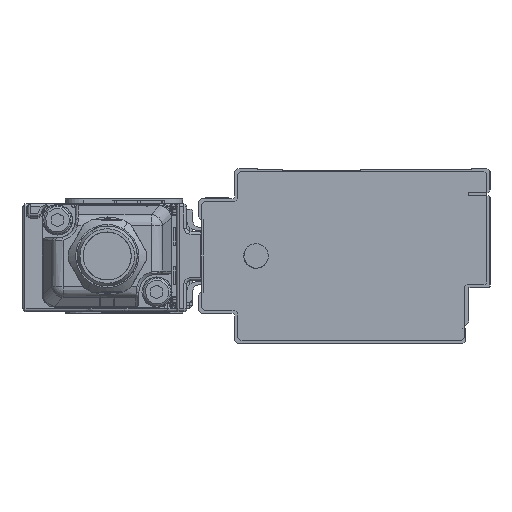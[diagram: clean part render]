
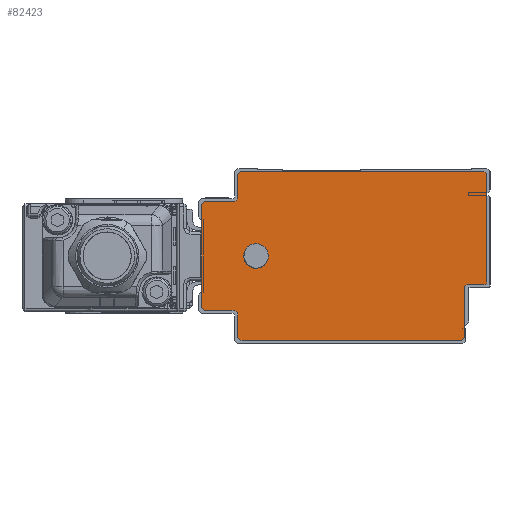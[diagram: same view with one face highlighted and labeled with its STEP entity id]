
A CAD part, left-side view. The second image highlights one B-rep face of the part: STEP entity #82423.
In plain terms, the highlighted planar face has unit normal (-1, 0, 0).
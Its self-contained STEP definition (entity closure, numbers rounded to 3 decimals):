
#80367=AXIS2_PLACEMENT_3D('Circle Axis2P3D',#80365,#80366,$) ;
#80405=AXIS2_PLACEMENT_3D('Circle Axis2P3D',#80403,#80404,$) ;
#80443=AXIS2_PLACEMENT_3D('Circle Axis2P3D',#80441,#80442,$) ;
#80481=AXIS2_PLACEMENT_3D('Circle Axis2P3D',#80479,#80480,$) ;
#82306=AXIS2_PLACEMENT_3D('Plane Axis2P3D',#82303,#82304,#82305) ;
#82310=AXIS2_PLACEMENT_3D('Circle Axis2P3D',#82308,#82309,$) ;
#82324=AXIS2_PLACEMENT_3D('Circle Axis2P3D',#82322,#82323,$) ;
#82338=AXIS2_PLACEMENT_3D('Circle Axis2P3D',#82336,#82337,$) ;
#82352=AXIS2_PLACEMENT_3D('Circle Axis2P3D',#82350,#82351,$) ;
#82366=AXIS2_PLACEMENT_3D('Circle Axis2P3D',#82364,#82365,$) ;
#82380=AXIS2_PLACEMENT_3D('Circle Axis2P3D',#82378,#82379,$) ;
#82407=AXIS2_PLACEMENT_3D('Circle Axis2P3D',#82405,#82406,$) ;
#82416=AXIS2_PLACEMENT_3D('Circle Axis2P3D',#82414,#82415,$) ;
#80323=CARTESIAN_POINT('Line Origine',(-1775.5,44.,14.5)) ;
#80327=CARTESIAN_POINT('Vertex',(-1775.5,44.,6.)) ;
#80329=CARTESIAN_POINT('Vertex',(-1775.5,44.,23.)) ;
#80365=CARTESIAN_POINT('Axis2P3D Location',(-1775.5,43.5,23.)) ;
#80369=CARTESIAN_POINT('Vertex',(-1775.5,43.5,23.5)) ;
#80384=CARTESIAN_POINT('Line Origine',(-1775.5,41.25,23.5)) ;
#80388=CARTESIAN_POINT('Vertex',(-1775.5,39.,23.5)) ;
#80403=CARTESIAN_POINT('Axis2P3D Location',(-1775.5,39.,24.5)) ;
#80407=CARTESIAN_POINT('Vertex',(-1775.5,38.,24.5)) ;
#80422=CARTESIAN_POINT('Line Origine',(-1775.5,38.,26.25)) ;
#80426=CARTESIAN_POINT('Vertex',(-1775.5,38.,28.)) ;
#80441=CARTESIAN_POINT('Axis2P3D Location',(-1775.5,37.5,28.)) ;
#80445=CARTESIAN_POINT('Vertex',(-1775.5,37.5,28.5)) ;
#80460=CARTESIAN_POINT('Line Origine',(-1775.5,17.25,28.5)) ;
#80464=CARTESIAN_POINT('Vertex',(-1775.5,-3.,28.5)) ;
#80479=CARTESIAN_POINT('Axis2P3D Location',(-1775.5,-3.,28.)) ;
#80483=CARTESIAN_POINT('Vertex',(-1775.5,-3.5,28.)) ;
#80498=CARTESIAN_POINT('Line Origine',(-1775.5,-3.5,19.1)) ;
#80502=CARTESIAN_POINT('Vertex',(-1775.5,-3.5,10.2)) ;
#82303=CARTESIAN_POINT('Axis2P3D Location',(-1775.5,0.,0.)) ;
#82308=CARTESIAN_POINT('Axis2P3D Location',(-1775.5,43.5,6.)) ;
#82312=CARTESIAN_POINT('Vertex',(-1775.5,43.5,5.5)) ;
#82315=CARTESIAN_POINT('Line Origine',(-1775.5,41.25,5.5)) ;
#82319=CARTESIAN_POINT('Vertex',(-1775.5,39.,5.5)) ;
#82322=CARTESIAN_POINT('Axis2P3D Location',(-1775.5,39.,4.5)) ;
#82326=CARTESIAN_POINT('Vertex',(-1775.5,38.,4.5)) ;
#82329=CARTESIAN_POINT('Line Origine',(-1775.5,38.,2.75)) ;
#82333=CARTESIAN_POINT('Vertex',(-1775.5,38.,1.)) ;
#82336=CARTESIAN_POINT('Axis2P3D Location',(-1775.5,37.5,1.)) ;
#82340=CARTESIAN_POINT('Vertex',(-1775.5,37.5,0.5)) ;
#82343=CARTESIAN_POINT('Line Origine',(-1775.5,19.15,0.5)) ;
#82347=CARTESIAN_POINT('Vertex',(-1775.5,0.8,0.5)) ;
#82350=CARTESIAN_POINT('Axis2P3D Location',(-1775.5,0.8,1.)) ;
#82354=CARTESIAN_POINT('Vertex',(-1775.5,0.3,1.)) ;
#82357=CARTESIAN_POINT('Line Origine',(-1775.5,0.3,5.1)) ;
#82361=CARTESIAN_POINT('Vertex',(-1775.5,0.3,9.2)) ;
#82364=CARTESIAN_POINT('Axis2P3D Location',(-1775.5,-0.2,9.2)) ;
#82368=CARTESIAN_POINT('Vertex',(-1775.5,-0.2,9.7)) ;
#82371=CARTESIAN_POINT('Line Origine',(-1775.5,-1.6,9.7)) ;
#82375=CARTESIAN_POINT('Vertex',(-1775.5,-3.,9.7)) ;
#82378=CARTESIAN_POINT('Axis2P3D Location',(-1775.5,-3.,10.2)) ;
#82405=CARTESIAN_POINT('Axis2P3D Location',(-1775.5,35.,14.5)) ;
#82409=CARTESIAN_POINT('Vertex',(-1775.5,33.186,13.509)) ;
#82411=CARTESIAN_POINT('Vertex',(-1775.5,36.814,15.491)) ;
#82414=CARTESIAN_POINT('Axis2P3D Location',(-1775.5,35.,14.5)) ;
#80324=DIRECTION('Vector Direction',(0.,0.,1.)) ;
#80366=DIRECTION('Axis2P3D Direction',(1.,0.,0.)) ;
#80385=DIRECTION('Vector Direction',(0.,1.,0.)) ;
#80404=DIRECTION('Axis2P3D Direction',(1.,0.,0.)) ;
#80423=DIRECTION('Vector Direction',(0.,0.,1.)) ;
#80442=DIRECTION('Axis2P3D Direction',(1.,0.,0.)) ;
#80461=DIRECTION('Vector Direction',(0.,1.,0.)) ;
#80480=DIRECTION('Axis2P3D Direction',(1.,0.,-0.)) ;
#80499=DIRECTION('Vector Direction',(0.,0.,-1.)) ;
#82304=DIRECTION('Axis2P3D Direction',(1.,0.,0.)) ;
#82305=DIRECTION('Axis2P3D XDirection',(0.,1.,0.)) ;
#82309=DIRECTION('Axis2P3D Direction',(1.,0.,0.)) ;
#82316=DIRECTION('Vector Direction',(0.,-1.,0.)) ;
#82323=DIRECTION('Axis2P3D Direction',(1.,0.,0.)) ;
#82330=DIRECTION('Vector Direction',(0.,0.,1.)) ;
#82337=DIRECTION('Axis2P3D Direction',(1.,0.,0.)) ;
#82344=DIRECTION('Vector Direction',(0.,-1.,0.)) ;
#82351=DIRECTION('Axis2P3D Direction',(1.,0.,0.)) ;
#82358=DIRECTION('Vector Direction',(0.,0.,-1.)) ;
#82365=DIRECTION('Axis2P3D Direction',(1.,0.,0.)) ;
#82372=DIRECTION('Vector Direction',(0.,1.,0.)) ;
#82379=DIRECTION('Axis2P3D Direction',(1.,0.,0.)) ;
#82406=DIRECTION('Axis2P3D Direction',(1.,0.,0.)) ;
#82415=DIRECTION('Axis2P3D Direction',(1.,0.,0.)) ;
#80325=VECTOR('Line Direction',#80324,1.) ;
#80386=VECTOR('Line Direction',#80385,1.) ;
#80424=VECTOR('Line Direction',#80423,1.) ;
#80462=VECTOR('Line Direction',#80461,1.) ;
#80500=VECTOR('Line Direction',#80499,1.) ;
#82317=VECTOR('Line Direction',#82316,1.) ;
#82331=VECTOR('Line Direction',#82330,1.) ;
#82345=VECTOR('Line Direction',#82344,1.) ;
#82359=VECTOR('Line Direction',#82358,1.) ;
#82373=VECTOR('Line Direction',#82372,1.) ;
#82384=ORIENTED_EDGE('',*,*,#80466,.F.) ;
#82385=ORIENTED_EDGE('',*,*,#80447,.F.) ;
#82386=ORIENTED_EDGE('',*,*,#80428,.F.) ;
#82387=ORIENTED_EDGE('',*,*,#80409,.F.) ;
#82388=ORIENTED_EDGE('',*,*,#80390,.F.) ;
#82389=ORIENTED_EDGE('',*,*,#80371,.F.) ;
#82390=ORIENTED_EDGE('',*,*,#80331,.F.) ;
#82391=ORIENTED_EDGE('',*,*,#82314,.F.) ;
#82392=ORIENTED_EDGE('',*,*,#82321,.F.) ;
#82393=ORIENTED_EDGE('',*,*,#82328,.F.) ;
#82394=ORIENTED_EDGE('',*,*,#82335,.F.) ;
#82395=ORIENTED_EDGE('',*,*,#82342,.F.) ;
#82396=ORIENTED_EDGE('',*,*,#82349,.F.) ;
#82397=ORIENTED_EDGE('',*,*,#82356,.F.) ;
#82398=ORIENTED_EDGE('',*,*,#82363,.F.) ;
#82399=ORIENTED_EDGE('',*,*,#82370,.F.) ;
#82400=ORIENTED_EDGE('',*,*,#82377,.F.) ;
#82401=ORIENTED_EDGE('',*,*,#82382,.F.) ;
#82402=ORIENTED_EDGE('',*,*,#80504,.F.) ;
#82403=ORIENTED_EDGE('',*,*,#80485,.F.) ;
#82420=ORIENTED_EDGE('',*,*,#82413,.T.) ;
#82421=ORIENTED_EDGE('',*,*,#82418,.T.) ;
#82422=FACE_BOUND('',#82419,.T.) ;
#82423=ADVANCED_FACE('\X2\FF8EFF9EFF83FF9EFF68FF70\X0\.2',(#82404,#82422),#82307,.F.) ;
#80368=CIRCLE('generated circle',#80367,0.5) ;
#80406=CIRCLE('generated circle',#80405,1.) ;
#80444=CIRCLE('generated circle',#80443,0.5) ;
#80482=CIRCLE('generated circle',#80481,0.5) ;
#82311=CIRCLE('generated circle',#82310,0.5) ;
#82325=CIRCLE('generated circle',#82324,1.) ;
#82339=CIRCLE('generated circle',#82338,0.5) ;
#82353=CIRCLE('generated circle',#82352,0.5) ;
#82367=CIRCLE('generated circle',#82366,0.5) ;
#82381=CIRCLE('generated circle',#82380,0.5) ;
#82408=CIRCLE('generated circle',#82407,2.067) ;
#82417=CIRCLE('generated circle',#82416,2.067) ;
#80331=EDGE_CURVE('',#80328,#80330,#80326,.T.) ;
#80371=EDGE_CURVE('',#80330,#80370,#80368,.T.) ;
#80390=EDGE_CURVE('',#80370,#80389,#80387,.F.) ;
#80409=EDGE_CURVE('',#80389,#80408,#80406,.F.) ;
#80428=EDGE_CURVE('',#80408,#80427,#80425,.T.) ;
#80447=EDGE_CURVE('',#80427,#80446,#80444,.T.) ;
#80466=EDGE_CURVE('',#80446,#80465,#80463,.F.) ;
#80485=EDGE_CURVE('',#80465,#80484,#80482,.T.) ;
#80504=EDGE_CURVE('',#80484,#80503,#80501,.T.) ;
#82314=EDGE_CURVE('',#82313,#80328,#82311,.T.) ;
#82321=EDGE_CURVE('',#82320,#82313,#82318,.F.) ;
#82328=EDGE_CURVE('',#82327,#82320,#82325,.F.) ;
#82335=EDGE_CURVE('',#82334,#82327,#82332,.T.) ;
#82342=EDGE_CURVE('',#82341,#82334,#82339,.T.) ;
#82349=EDGE_CURVE('',#82348,#82341,#82346,.F.) ;
#82356=EDGE_CURVE('',#82355,#82348,#82353,.T.) ;
#82363=EDGE_CURVE('',#82362,#82355,#82360,.T.) ;
#82370=EDGE_CURVE('',#82369,#82362,#82367,.F.) ;
#82377=EDGE_CURVE('',#82376,#82369,#82374,.T.) ;
#82382=EDGE_CURVE('',#80503,#82376,#82381,.T.) ;
#82413=EDGE_CURVE('',#82410,#82412,#82408,.T.) ;
#82418=EDGE_CURVE('',#82412,#82410,#82417,.T.) ;
#82383=EDGE_LOOP('',(#82384,#82385,#82386,#82387,#82388,#82389,#82390,#82391,#82392,#82393,#82394,#82395,#82396,#82397,#82398,#82399,#82400,#82401,#82402,#82403)) ;
#82419=EDGE_LOOP('',(#82420,#82421)) ;
#82404=FACE_OUTER_BOUND('',#82383,.T.) ;
#80326=LINE('Line',#80323,#80325) ;
#80387=LINE('Line',#80384,#80386) ;
#80425=LINE('Line',#80422,#80424) ;
#80463=LINE('Line',#80460,#80462) ;
#80501=LINE('Line',#80498,#80500) ;
#82318=LINE('Line',#82315,#82317) ;
#82332=LINE('Line',#82329,#82331) ;
#82346=LINE('Line',#82343,#82345) ;
#82360=LINE('Line',#82357,#82359) ;
#82374=LINE('Line',#82371,#82373) ;
#82307=PLANE('Plane',#82306) ;
#80328=VERTEX_POINT('',#80327) ;
#80330=VERTEX_POINT('',#80329) ;
#80370=VERTEX_POINT('',#80369) ;
#80389=VERTEX_POINT('',#80388) ;
#80408=VERTEX_POINT('',#80407) ;
#80427=VERTEX_POINT('',#80426) ;
#80446=VERTEX_POINT('',#80445) ;
#80465=VERTEX_POINT('',#80464) ;
#80484=VERTEX_POINT('',#80483) ;
#80503=VERTEX_POINT('',#80502) ;
#82313=VERTEX_POINT('',#82312) ;
#82320=VERTEX_POINT('',#82319) ;
#82327=VERTEX_POINT('',#82326) ;
#82334=VERTEX_POINT('',#82333) ;
#82341=VERTEX_POINT('',#82340) ;
#82348=VERTEX_POINT('',#82347) ;
#82355=VERTEX_POINT('',#82354) ;
#82362=VERTEX_POINT('',#82361) ;
#82369=VERTEX_POINT('',#82368) ;
#82376=VERTEX_POINT('',#82375) ;
#82410=VERTEX_POINT('',#82409) ;
#82412=VERTEX_POINT('',#82411) ;
